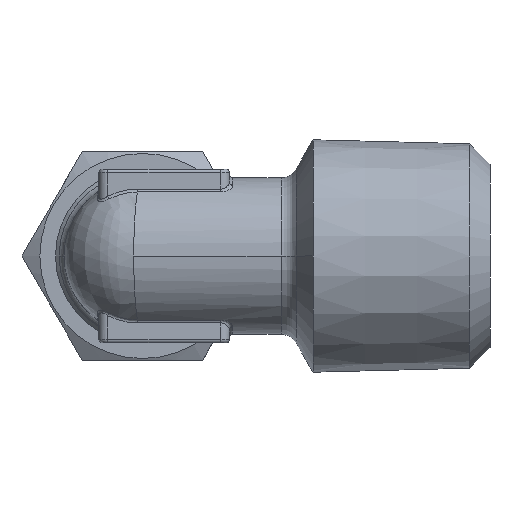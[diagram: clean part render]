
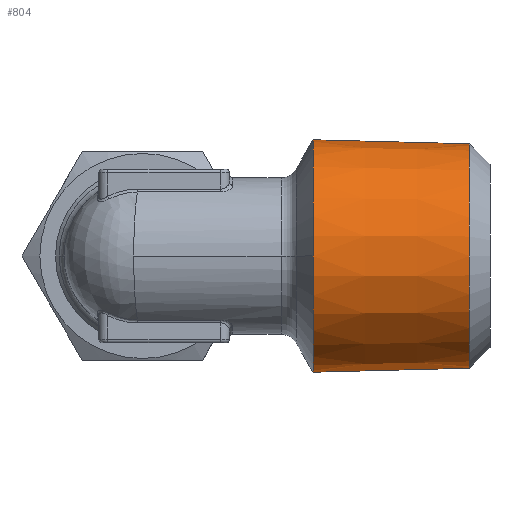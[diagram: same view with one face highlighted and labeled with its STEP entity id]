
A CAD part, left-side view. The second image highlights one B-rep face of the part: STEP entity #804.
In plain terms, the highlighted conical face has half-angle 1.47 degrees and reference radius 6.707 mm.
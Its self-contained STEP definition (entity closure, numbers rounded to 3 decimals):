
#424 = CARTESIAN_POINT ( 'NONE',  ( 0., -9.819, 0. ) ) ;
#425 = DIRECTION ( 'NONE',  ( 0., -1., 0. ) ) ;
#426 = DIRECTION ( 'NONE',  ( 0., 0., 1. ) ) ;
#427 = CARTESIAN_POINT ( 'NONE',  ( 0., -18.8, 0. ) ) ;
#428 = DIRECTION ( 'NONE',  ( 0., -1., 0. ) ) ;
#429 = DIRECTION ( 'NONE',  ( 0., 0., -1. ) ) ;
#659 = CIRCLE ( 'NONE', #665, 6.686 ) ;
#661 = CIRCLE ( 'NONE', #667, 6.455 ) ;
#665 = AXIS2_PLACEMENT_3D ( 'NONE', #424, #425, #426 ) ;
#667 = AXIS2_PLACEMENT_3D ( 'NONE', #427, #428, #429 ) ;
#804 = ADVANCED_FACE ( 'NONE', ( #3978 ), #1182, .T. ) ;
#869 = AXIS2_PLACEMENT_3D ( 'NONE', #3476, #3477, #3478 ) ;
#883 = VECTOR ( 'NONE', #3463, 1000. ) ;
#885 = VECTOR ( 'NONE', #3443, 1000. ) ;
#891 = CIRCLE ( 'NONE', #869, 6.686 ) ;
#903 = VERTEX_POINT ( 'NONE', #3244 ) ;
#969 = VERTEX_POINT ( 'NONE', #3310 ) ;
#970 = VERTEX_POINT ( 'NONE', #3311 ) ;
#1019 = VERTEX_POINT ( 'NONE', #3323 ) ;
#1021 = VERTEX_POINT ( 'NONE', #3325 ) ;
#1095 = EDGE_CURVE ( 'NONE', #969, #1019, #4031, .T. ) ;
#1167 = AXIS2_PLACEMENT_3D ( 'NONE', #4903, #4904, #4905 ) ;
#1182 = CONICAL_SURFACE ( 'NONE', #1167, 6.707, 0.026 ) ;
#1432 = EDGE_CURVE ( 'NONE', #970, #1021, #4033, .T. ) ;
#1438 = EDGE_CURVE ( 'NONE', #1021, #903, #891, .T. ) ;
#1643 = EDGE_CURVE ( 'NONE', #903, #1019, #659, .T. ) ;
#1644 = EDGE_CURVE ( 'NONE', #970, #969, #661, .T. ) ;
#3244 = CARTESIAN_POINT ( 'NONE',  ( -6.686, -9.819, 0. ) ) ;
#3310 = CARTESIAN_POINT ( 'NONE',  ( 0., -18.8, -6.455 ) ) ;
#3311 = CARTESIAN_POINT ( 'NONE',  ( 0., -18.8, 6.455 ) ) ;
#3323 = CARTESIAN_POINT ( 'NONE',  ( 0., -9.819, -6.686 ) ) ;
#3325 = CARTESIAN_POINT ( 'NONE',  ( 0., -9.819, 6.686 ) ) ;
#3442 = CARTESIAN_POINT ( 'NONE',  ( 0., -9., -6.707 ) ) ;
#3443 = DIRECTION ( 'NONE',  ( 0., 1., -0.026 ) ) ;
#3462 = CARTESIAN_POINT ( 'NONE',  ( 0., -9., 6.707 ) ) ;
#3463 = DIRECTION ( 'NONE',  ( 0., 1., 0.026 ) ) ;
#3476 = CARTESIAN_POINT ( 'NONE',  ( 0., -9.819, 0. ) ) ;
#3477 = DIRECTION ( 'NONE',  ( 0., -1., 0. ) ) ;
#3478 = DIRECTION ( 'NONE',  ( 0., 0., 1. ) ) ;
#3778 = ORIENTED_EDGE ( 'NONE', *, *, #1438, .T. ) ;
#3779 = ORIENTED_EDGE ( 'NONE', *, *, #1095, .F. ) ;
#3780 = ORIENTED_EDGE ( 'NONE', *, *, #1644, .F. ) ;
#3781 = ORIENTED_EDGE ( 'NONE', *, *, #1432, .T. ) ;
#3782 = ORIENTED_EDGE ( 'NONE', *, *, #1643, .T. ) ;
#3978 = FACE_OUTER_BOUND ( 'NONE', #4677, .T. ) ;
#4031 = LINE ( 'NONE', #3442, #885 ) ;
#4033 = LINE ( 'NONE', #3462, #883 ) ;
#4677 = EDGE_LOOP ( 'NONE', ( #3779, #3780, #3781, #3778, #3782 ) ) ;
#4903 = CARTESIAN_POINT ( 'NONE',  ( 0., -9., 0. ) ) ;
#4904 = DIRECTION ( 'NONE',  ( 0., 1., 0. ) ) ;
#4905 = DIRECTION ( 'NONE',  ( 0., 0., 1. ) ) ;
